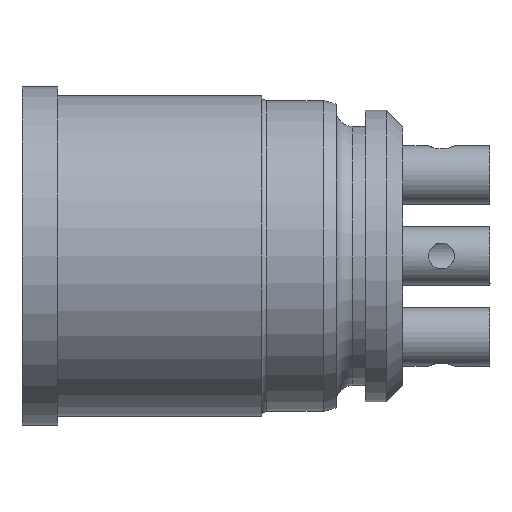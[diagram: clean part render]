
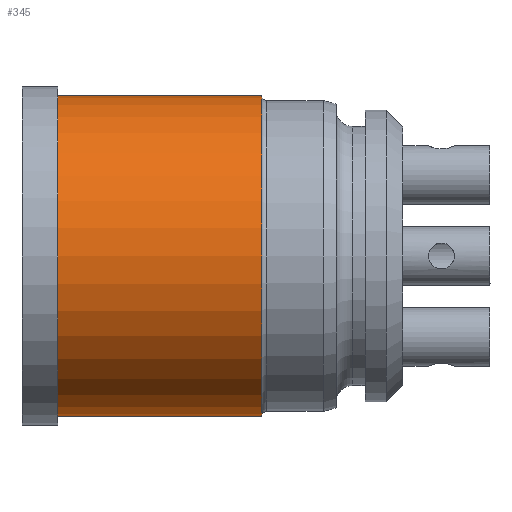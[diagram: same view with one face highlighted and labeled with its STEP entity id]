
A CAD part, left-side view. The second image highlights one B-rep face of the part: STEP entity #345.
In plain terms, the highlighted cylindrical face has radius 4.95 mm (diameter 9.9 mm), a full revolution.
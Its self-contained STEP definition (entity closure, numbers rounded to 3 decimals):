
#167=FACE_BOUND('',#626,.T.);
#168=FACE_BOUND('',#627,.T.);
#345=ADVANCED_FACE('F14',(#167,#168),#409,.T.);
#409=CYLINDRICAL_SURFACE('',#1973,4.95);
#626=EDGE_LOOP('',(#1207));
#627=EDGE_LOOP('',(#1208));
#1207=ORIENTED_EDGE('',*,*,#1637,.T.);
#1208=ORIENTED_EDGE('',*,*,#1636,.T.);
#1416=VERTEX_POINT('',#3619);
#1417=VERTEX_POINT('',#3622);
#1636=EDGE_CURVE('E57',#1416,#1416,#1754,.T.);
#1637=EDGE_CURVE('E52',#1417,#1417,#1755,.T.);
#1754=CIRCLE('',#1970,4.95);
#1755=CIRCLE('',#1972,4.95);
#1970=AXIS2_PLACEMENT_3D('',#3618,#2485,#2486);
#1972=AXIS2_PLACEMENT_3D('',#3621,#2489,#2490);
#1973=AXIS2_PLACEMENT_3D('',#3623,#2491,#2492);
#2485=DIRECTION('',(0.,-1.,0.));
#2486=DIRECTION('',(0.,0.,-1.));
#2489=DIRECTION('',(0.,1.,0.));
#2490=DIRECTION('',(0.,0.,1.));
#2491=DIRECTION('',(0.,1.,0.));
#2492=DIRECTION('',(0.,0.,1.));
#3618=CARTESIAN_POINT('',(50.,60.65,0.));
#3619=CARTESIAN_POINT('',(50.,60.65,-4.95));
#3621=CARTESIAN_POINT('',(50.,54.35,0.));
#3622=CARTESIAN_POINT('',(50.,54.35,4.95));
#3623=CARTESIAN_POINT('',(50.,54.35,0.));
